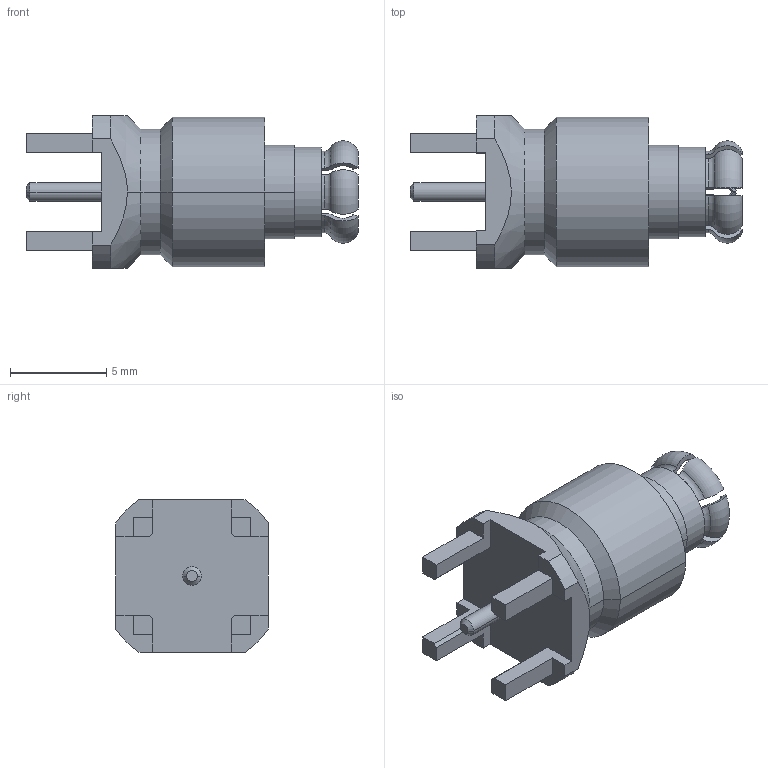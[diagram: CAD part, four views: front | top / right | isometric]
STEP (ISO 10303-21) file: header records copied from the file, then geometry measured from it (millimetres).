
FILE_DESCRIPTION((''),'2;1');
FILE_NAME('920-132P-71P_SW0002','2020-05-15T11:07:10',('Viji'),(''),'CREO PARAMETRIC BY PTC INC, 2019444','CREO PARAMETRIC BY PTC INC, 2019444','');
FILE_SCHEMA(('CONFIG_CONTROL_DESIGN'));
Length unit declared in the file: millimetre
Products named in the file (1): 920-132P-71P_SW0002
Bounding box: 17.24 x 7.92 x 7.92 mm (x, y, z)
Volume: 447.3 mm3; surface area: 595.1 mm2
Topology: 1 solids, 1 shells, 167 faces, 446 edges, 291 vertices
Faces by surface type: plane 68, cylinder 47, torus 29, cone 18, bspline 5
Entity records: 5945 total; most frequent: CARTESIAN_POINT 1820, ORIENTED_EDGE 892, DIRECTION 811, EDGE_CURVE 446, AXIS2_PLACEMENT_3D 301, VERTEX_POINT 291, VECTOR 209, LINE 209
